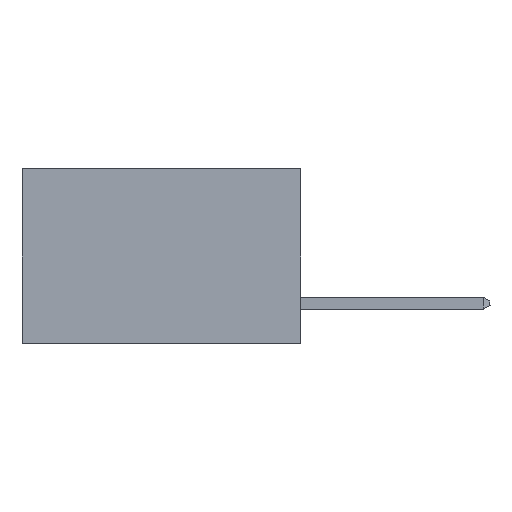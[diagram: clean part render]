
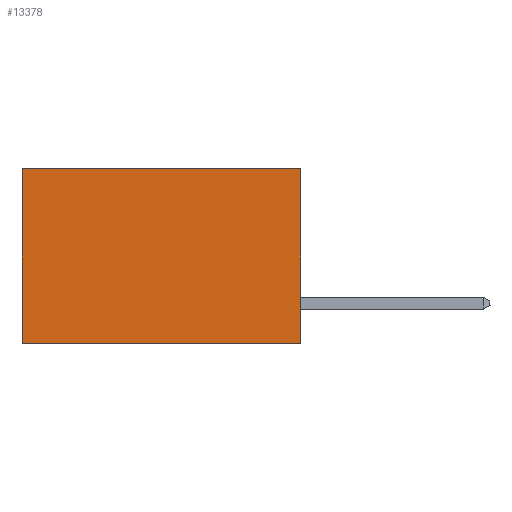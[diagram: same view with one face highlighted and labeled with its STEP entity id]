
A CAD part, left-side view. The second image highlights one B-rep face of the part: STEP entity #13378.
In plain terms, the highlighted planar face has unit normal (-1, 0, 0).
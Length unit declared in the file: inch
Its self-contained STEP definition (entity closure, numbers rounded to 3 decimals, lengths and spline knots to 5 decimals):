
#145 = LINE ( 'NONE', #6427, #6097 ) ;
#553 = EDGE_CURVE ( 'NONE', #11511, #11520, #858, .T. ) ;
#633 = EDGE_CURVE ( 'NONE', #1720, #11511, #8614, .T. ) ;
#858 = LINE ( 'NONE', #9114, #4041 ) ;
#1346 = VECTOR ( 'NONE', #7082, 39.37008 ) ;
#1720 = VERTEX_POINT ( 'NONE', #14252 ) ;
#2764 = CARTESIAN_POINT ( 'NONE',  ( 0.277, 0., -0.37 ) ) ;
#4041 = VECTOR ( 'NONE', #9317, 39.37008 ) ;
#4918 = DIRECTION ( 'NONE',  ( 0., 0., -1. ) ) ;
#5225 = VERTEX_POINT ( 'NONE', #12013 ) ;
#5925 = PLANE ( 'NONE',  #6280 ) ;
#5950 = EDGE_CURVE ( 'NONE', #5225, #11520, #10460, .T. ) ;
#6033 = EDGE_LOOP ( 'NONE', ( #12135, #12158, #12218, #12268 ) ) ;
#6097 = VECTOR ( 'NONE', #7560, 39.37008 ) ;
#6280 = AXIS2_PLACEMENT_3D ( 'NONE', #10343, #7083, #7322 ) ;
#6427 = CARTESIAN_POINT ( 'NONE',  ( 0.277, 0., 0. ) ) ;
#6609 = CARTESIAN_POINT ( 'NONE',  ( 0.277, 0., -0.37 ) ) ;
#7055 = CARTESIAN_POINT ( 'NONE',  ( 0.277, 0.59, -0.37 ) ) ;
#7082 = DIRECTION ( 'NONE',  ( 0., 0., -1. ) ) ;
#7083 = DIRECTION ( 'NONE',  ( 1., 0., 0. ) ) ;
#7322 = DIRECTION ( 'NONE',  ( 0., 0., -1. ) ) ;
#7560 = DIRECTION ( 'NONE',  ( 0., 1., 0. ) ) ;
#8270 = VECTOR ( 'NONE', #4918, 39.37008 ) ;
#8614 = LINE ( 'NONE', #6609, #8270 ) ;
#9114 = CARTESIAN_POINT ( 'NONE',  ( 0.277, 0., -0.37 ) ) ;
#9317 = DIRECTION ( 'NONE',  ( 0., 1., 0. ) ) ;
#10343 = CARTESIAN_POINT ( 'NONE',  ( 0.277, 0., -0.37 ) ) ;
#10460 = LINE ( 'NONE', #7055, #1346 ) ;
#11511 = VERTEX_POINT ( 'NONE', #2764 ) ;
#11520 = VERTEX_POINT ( 'NONE', #11778 ) ;
#11528 = FACE_OUTER_BOUND ( 'NONE', #6033, .T. ) ;
#11608 = EDGE_CURVE ( 'NONE', #1720, #5225, #145, .T. ) ;
#11778 = CARTESIAN_POINT ( 'NONE',  ( 0.277, 0.59, -0.37 ) ) ;
#12013 = CARTESIAN_POINT ( 'NONE',  ( 0.277, 0.59, 0. ) ) ;
#12135 = ORIENTED_EDGE ( 'NONE', *, *, #5950, .T. ) ;
#12158 = ORIENTED_EDGE ( 'NONE', *, *, #553, .F. ) ;
#12218 = ORIENTED_EDGE ( 'NONE', *, *, #633, .F. ) ;
#12268 = ORIENTED_EDGE ( 'NONE', *, *, #11608, .T. ) ;
#13378 = ADVANCED_FACE ( 'NONE', ( #11528 ), #5925, .F. ) ;
#14252 = CARTESIAN_POINT ( 'NONE',  ( 0.277, 0., 0. ) ) ;
